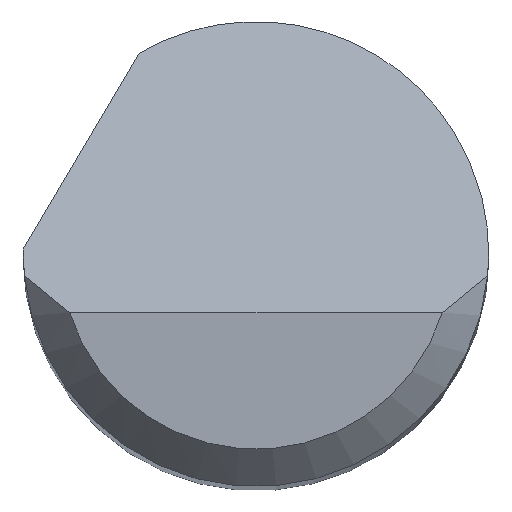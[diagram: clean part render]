
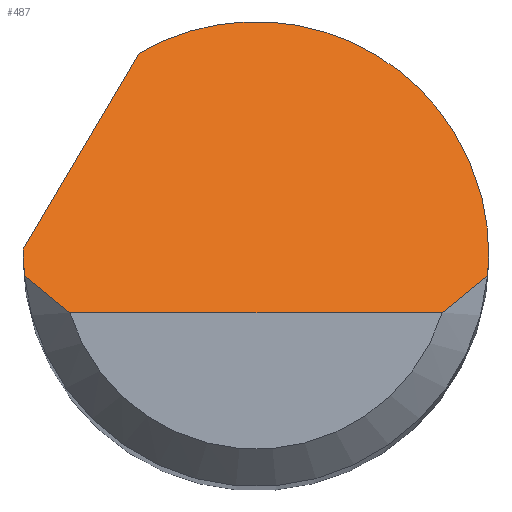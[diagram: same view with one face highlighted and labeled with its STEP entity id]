
A CAD part, top view. The second image highlights one B-rep face of the part: STEP entity #487.
In plain terms, the highlighted planar face has unit normal (0, 0.707, 0.707).
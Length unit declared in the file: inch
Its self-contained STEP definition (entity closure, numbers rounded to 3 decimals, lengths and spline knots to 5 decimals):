
#3 = CARTESIAN_POINT ( 'NONE',  ( -0.07508, -0.02375, 1.5 ) ) ;
#12 = CARTESIAN_POINT ( 'NONE',  ( 0.08157, -0.019, 1.49525 ) ) ;
#23 = LINE ( 'NONE', #424, #127 ) ;
#25 =( BOUNDED_CURVE ( )  B_SPLINE_CURVE ( 3, ( #42, #682, #744, #450 ),
 .UNSPECIFIED., .F., .T. ) 
 B_SPLINE_CURVE_WITH_KNOTS ( ( 4, 4 ),
 ( 5.75677, 7.85398 ),
 .UNSPECIFIED. ) 
 CURVE ( )  GEOMETRIC_REPRESENTATION_ITEM ( )  RATIONAL_B_SPLINE_CURVE ( ( 1., 0.666, 0.666, 1. ) ) 
 REPRESENTATION_ITEM ( '' )  );
#32 = EDGE_CURVE ( 'NONE', #676, #232, #23, .T. ) ;
#38 = PLANE ( 'NONE',  #414 ) ;
#42 = CARTESIAN_POINT ( 'NONE',  ( -0.0471, 0.08106, 1.39519 ) ) ;
#54 = VERTEX_POINT ( 'NONE', #79 ) ;
#79 = CARTESIAN_POINT ( 'NONE',  ( -0.09334, -0.00875, 1.485 ) ) ;
#81 = ORIENTED_EDGE ( 'NONE', *, *, #32, .T. ) ;
#84 = LINE ( 'NONE', #497, #523 ) ;
#104 = DIRECTION ( 'NONE',  ( 0., 0.707, -0.707 ) ) ;
#110 = CARTESIAN_POINT ( 'NONE',  ( -0.09375, 0., 1.47625 ) ) ;
#119 = ORIENTED_EDGE ( 'NONE', *, *, #323, .F. ) ;
#127 = VECTOR ( 'NONE', #612, 39.37008 ) ;
#128 =( BOUNDED_CURVE ( )  B_SPLINE_CURVE ( 3, ( #110, #347, #525, #186 ),
 .UNSPECIFIED., .F., .T. ) 
 B_SPLINE_CURVE_WITH_KNOTS ( ( 4, 4 ),
 ( 4.71239, 4.73372 ),
 .UNSPECIFIED. ) 
 CURVE ( )  GEOMETRIC_REPRESENTATION_ITEM ( )  RATIONAL_B_SPLINE_CURVE ( ( 1., 1., 1., 1. ) ) 
 REPRESENTATION_ITEM ( '' )  );
#135 = EDGE_LOOP ( 'NONE', ( #81, #359, #293, #310, #348, #119, #343, #157 ) ) ;
#149 = CARTESIAN_POINT ( 'NONE',  ( 0.07508, -0.02375, 1.5 ) ) ;
#152 = EDGE_CURVE ( 'NONE', #489, #404, #25, .T. ) ;
#157 = ORIENTED_EDGE ( 'NONE', *, *, #727, .T. ) ;
#170 = CARTESIAN_POINT ( 'NONE',  ( 0.09375, 0., 1.47625 ) ) ;
#186 = CARTESIAN_POINT ( 'NONE',  ( -0.09373, 0.002, 1.47425 ) ) ;
#232 = VERTEX_POINT ( 'NONE', #149 ) ;
#262 = EDGE_CURVE ( 'NONE', #404, #357, #317, .T. ) ;
#288 = CARTESIAN_POINT ( 'NONE',  ( 0.09361, -0.00584, 1.48209 ) ) ;
#293 = ORIENTED_EDGE ( 'NONE', *, *, #262, .F. ) ;
#303 = CARTESIAN_POINT ( 'NONE',  ( -0.09334, -0.00875, 1.485 ) ) ;
#310 = ORIENTED_EDGE ( 'NONE', *, *, #152, .F. ) ;
#317 =( BOUNDED_CURVE ( )  B_SPLINE_CURVE ( 3, ( #170, #700, #288, #578 ),
 .UNSPECIFIED., .F., .T. ) 
 B_SPLINE_CURVE_WITH_KNOTS ( ( 4, 4 ),
 ( 1.5708, 1.66427 ),
 .UNSPECIFIED. ) 
 CURVE ( )  GEOMETRIC_REPRESENTATION_ITEM ( )  RATIONAL_B_SPLINE_CURVE ( ( 1., 0.999, 0.999, 1. ) ) 
 REPRESENTATION_ITEM ( '' )  );
#323 = EDGE_CURVE ( 'NONE', #706, #532, #128, .T. ) ;
#341 = EDGE_CURVE ( 'NONE', #54, #706, #421, .T. ) ;
#343 = ORIENTED_EDGE ( 'NONE', *, *, #341, .F. ) ;
#347 = CARTESIAN_POINT ( 'NONE',  ( -0.09375, 0.00067, 1.47558 ) ) ;
#348 = ORIENTED_EDGE ( 'NONE', *, *, #637, .F. ) ;
#357 = VERTEX_POINT ( 'NONE', #361 ) ;
#359 = ORIENTED_EDGE ( 'NONE', *, *, #410, .T. ) ;
#361 = CARTESIAN_POINT ( 'NONE',  ( 0.09334, -0.00875, 1.485 ) ) ;
#368 = CARTESIAN_POINT ( 'NONE',  ( 0.09375, 0., 1.47625 ) ) ;
#383 = DIRECTION ( 'NONE',  ( 0.385, 0.653, -0.653 ) ) ;
#404 = VERTEX_POINT ( 'NONE', #368 ) ;
#410 = EDGE_CURVE ( 'NONE', #232, #357, #721, .T. ) ;
#413 = CARTESIAN_POINT ( 'NONE',  ( -0.07508, -0.02375, 1.5 ) ) ;
#414 = AXIS2_PLACEMENT_3D ( 'NONE', #572, #515, #104 ) ;
#421 =( BOUNDED_CURVE ( )  B_SPLINE_CURVE ( 3, ( #303, #533, #709, #552 ),
 .UNSPECIFIED., .F., .T. ) 
 B_SPLINE_CURVE_WITH_KNOTS ( ( 4, 4 ),
 ( 4.61892, 4.71239 ),
 .UNSPECIFIED. ) 
 CURVE ( )  GEOMETRIC_REPRESENTATION_ITEM ( )  RATIONAL_B_SPLINE_CURVE ( ( 1., 0.999, 0.999, 1. ) ) 
 REPRESENTATION_ITEM ( '' )  );
#424 = CARTESIAN_POINT ( 'NONE',  ( 0., -0.02375, 1.5 ) ) ;
#430 = CARTESIAN_POINT ( 'NONE',  ( 0.08761, -0.01397, 1.49022 ) ) ;
#433 = CARTESIAN_POINT ( 'NONE',  ( 0.09334, -0.00875, 1.485 ) ) ;
#450 = CARTESIAN_POINT ( 'NONE',  ( 0.09375, 0., 1.47625 ) ) ;
#466 = B_SPLINE_CURVE_WITH_KNOTS ( 'NONE', 3,
 ( #758, #519, #702, #413 ),
 .UNSPECIFIED., .F., .F.,
 ( 4, 4 ),
 ( 0., 0.00071 ),
 .UNSPECIFIED. ) ;
#485 = CARTESIAN_POINT ( 'NONE',  ( 0.07508, -0.02375, 1.5 ) ) ;
#487 = ADVANCED_FACE ( 'NONE', ( #643 ), #38, .F. ) ;
#489 = VERTEX_POINT ( 'NONE', #582 ) ;
#497 = CARTESIAN_POINT ( 'NONE',  ( -0.10667, -0.01994, 1.49619 ) ) ;
#515 = DIRECTION ( 'NONE',  ( 0., -0.707, -0.707 ) ) ;
#519 = CARTESIAN_POINT ( 'NONE',  ( -0.08761, -0.01397, 1.49022 ) ) ;
#523 = VECTOR ( 'NONE', #383, 39.37008 ) ;
#525 = CARTESIAN_POINT ( 'NONE',  ( -0.09374, 0.00133, 1.47492 ) ) ;
#532 = VERTEX_POINT ( 'NONE', #561 ) ;
#533 = CARTESIAN_POINT ( 'NONE',  ( -0.09361, -0.00584, 1.48209 ) ) ;
#552 = CARTESIAN_POINT ( 'NONE',  ( -0.09375, 0., 1.47625 ) ) ;
#561 = CARTESIAN_POINT ( 'NONE',  ( -0.09373, 0.002, 1.47425 ) ) ;
#572 = CARTESIAN_POINT ( 'NONE',  ( -0.09375, -0.02375, 1.5 ) ) ;
#578 = CARTESIAN_POINT ( 'NONE',  ( 0.09334, -0.00875, 1.485 ) ) ;
#582 = CARTESIAN_POINT ( 'NONE',  ( -0.0471, 0.08106, 1.39519 ) ) ;
#612 = DIRECTION ( 'NONE',  ( 1., 0., 0. ) ) ;
#637 = EDGE_CURVE ( 'NONE', #532, #489, #84, .T. ) ;
#643 = FACE_OUTER_BOUND ( 'NONE', #135, .T. ) ;
#676 = VERTEX_POINT ( 'NONE', #3 ) ;
#682 = CARTESIAN_POINT ( 'NONE',  ( 0.02324, 0.12193, 1.35432 ) ) ;
#691 = CARTESIAN_POINT ( 'NONE',  ( -0.09375, 0., 1.47625 ) ) ;
#700 = CARTESIAN_POINT ( 'NONE',  ( 0.09375, -0.00292, 1.47917 ) ) ;
#702 = CARTESIAN_POINT ( 'NONE',  ( -0.08157, -0.019, 1.49525 ) ) ;
#706 = VERTEX_POINT ( 'NONE', #691 ) ;
#709 = CARTESIAN_POINT ( 'NONE',  ( -0.09375, -0.00292, 1.47917 ) ) ;
#721 = B_SPLINE_CURVE_WITH_KNOTS ( 'NONE', 3,
 ( #485, #12, #430, #433 ),
 .UNSPECIFIED., .F., .F.,
 ( 4, 4 ),
 ( 0., 0.00071 ),
 .UNSPECIFIED. ) ;
#727 = EDGE_CURVE ( 'NONE', #54, #676, #466, .T. ) ;
#744 = CARTESIAN_POINT ( 'NONE',  ( 0.09375, 0.08136, 1.39489 ) ) ;
#758 = CARTESIAN_POINT ( 'NONE',  ( -0.09334, -0.00875, 1.485 ) ) ;
